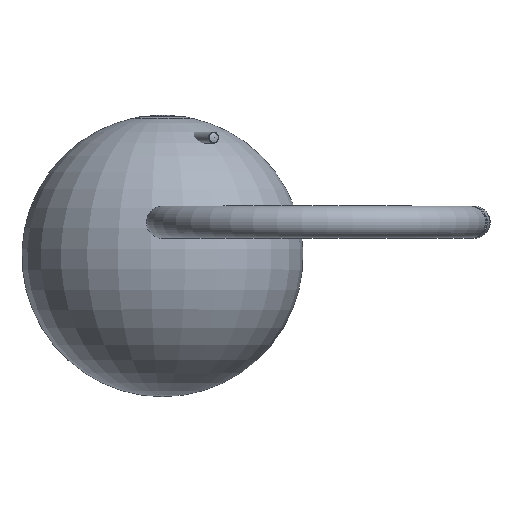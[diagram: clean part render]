
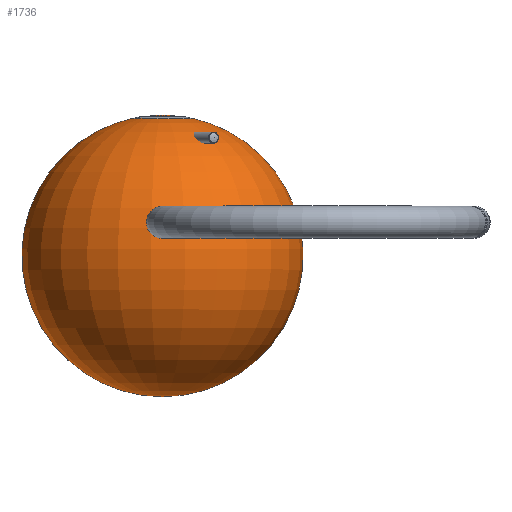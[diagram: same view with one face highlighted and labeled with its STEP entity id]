
A CAD part, top view. The second image highlights one B-rep face of the part: STEP entity #1736.
In plain terms, the highlighted toroidal (fillet/blend) face has major radius 0.005 mm and minor radius 100.5 mm.
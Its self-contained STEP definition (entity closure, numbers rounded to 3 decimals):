
#283=VERTEX_LOOP('',#1105);
#286=DEGENERATE_TOROIDAL_SURFACE('',#2468,0.005,100.5,.T.);
#370=ORIENTED_EDGE('',*,*,#859,.F.);
#859=EDGE_CURVE('',#1104,#1104,#1285,.T.);
#1104=VERTEX_POINT('',#3257);
#1105=VERTEX_POINT('',#3259);
#1285=CIRCLE('',#2467,14.995);
#1378=EDGE_LOOP('',(#370));
#1543=FACE_BOUND('',#1378,.T.);
#1544=FACE_BOUND('',#283,.T.);
#1736=ADVANCED_FACE('',(#1543,#1544),#286,.T.);
#2467=AXIS2_PLACEMENT_3D('',#3256,#2706,#2707);
#2468=AXIS2_PLACEMENT_3D('',#3258,#2708,#2709);
#2706=DIRECTION('',(0.,-1.,0.));
#2707=DIRECTION('',(-0.866,0.,0.5));
#2708=DIRECTION('',(0.,-1.,0.));
#2709=DIRECTION('',(-0.866,0.,0.5));
#3256=CARTESIAN_POINT('',(-0.031,75.631,62.987));
#3257=CARTESIAN_POINT('',(12.956,75.631,55.489));
#3258=CARTESIAN_POINT('',(-0.031,-23.744,62.987));
#3259=CARTESIAN_POINT('',(-0.031,76.756,62.987));
